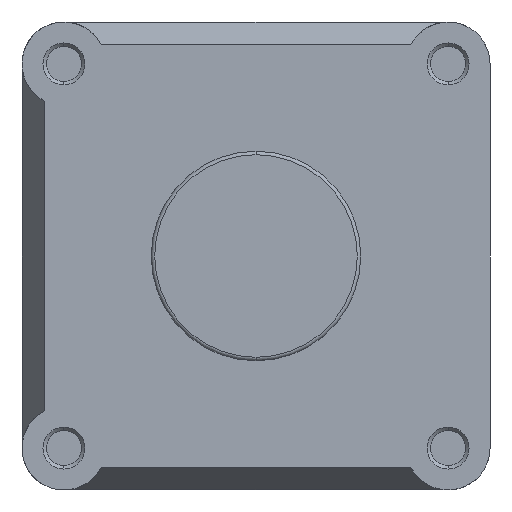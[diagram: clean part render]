
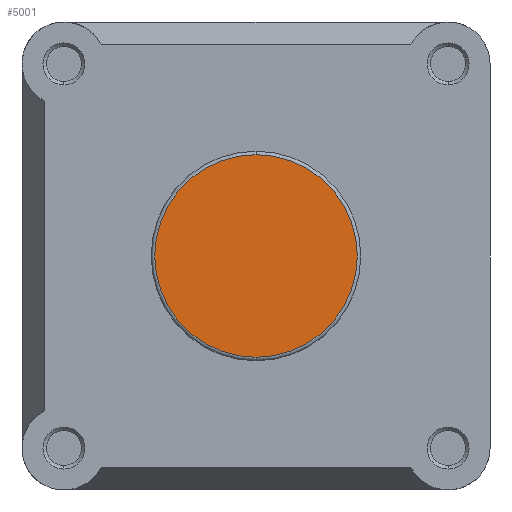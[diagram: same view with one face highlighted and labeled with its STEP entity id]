
A CAD part, left-side view. The second image highlights one B-rep face of the part: STEP entity #5001.
In plain terms, the highlighted planar face has unit normal (-1, 0, 0).
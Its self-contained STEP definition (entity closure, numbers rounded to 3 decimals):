
#699 = EDGE_LOOP ( 'NONE', ( #3129, #3127 ) ) ;
#1029 = FACE_OUTER_BOUND ( 'NONE', #699, .T. ) ;
#1406 = CARTESIAN_POINT ( 'NONE',  ( 0., 30., 0. ) ) ;
#1407 = PLANE ( 'NONE',  #7788 ) ;
#1408 = DIRECTION ( 'NONE',  ( 1., 0., 0. ) ) ;
#1409 = DIRECTION ( 'NONE',  ( 0., 0., -1. ) ) ;
#1928 = CARTESIAN_POINT ( 'NONE',  ( 0., 0., 29. ) ) ;
#1969 = CARTESIAN_POINT ( 'NONE',  ( 0., 0., -29. ) ) ;
#2133 = CARTESIAN_POINT ( 'NONE',  ( 0., 0., 0. ) ) ;
#2134 = DIRECTION ( 'NONE',  ( -1., 0., 0. ) ) ;
#2135 = DIRECTION ( 'NONE',  ( 0., 0., -1. ) ) ;
#2846 = AXIS2_PLACEMENT_3D ( 'NONE', #3483, #3485, #3486 ) ;
#3127 = ORIENTED_EDGE ( 'NONE', *, *, #7280, .T. ) ;
#3129 = ORIENTED_EDGE ( 'NONE', *, *, #7039, .T. ) ;
#3483 = CARTESIAN_POINT ( 'NONE',  ( 0., 0., 0. ) ) ;
#3485 = DIRECTION ( 'NONE',  ( -1., 0., 0. ) ) ;
#3486 = DIRECTION ( 'NONE',  ( 0., 0., -1. ) ) ;
#5001 = ADVANCED_FACE ( 'NONE', ( #1029 ), #1407, .F. ) ;
#5331 = CIRCLE ( 'NONE', #7951, 29. ) ;
#5653 = CIRCLE ( 'NONE', #2846, 29. ) ;
#6865 = VERTEX_POINT ( 'NONE', #1928 ) ;
#6910 = VERTEX_POINT ( 'NONE', #1969 ) ;
#7039 = EDGE_CURVE ( 'NONE', #6910, #6865, #5331, .T. ) ;
#7280 = EDGE_CURVE ( 'NONE', #6865, #6910, #5653, .T. ) ;
#7788 = AXIS2_PLACEMENT_3D ( 'NONE', #1406, #1408, #1409 ) ;
#7951 = AXIS2_PLACEMENT_3D ( 'NONE', #2133, #2134, #2135 ) ;
